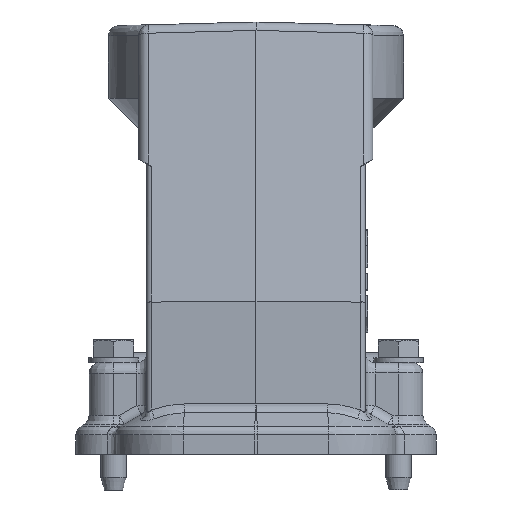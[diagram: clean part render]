
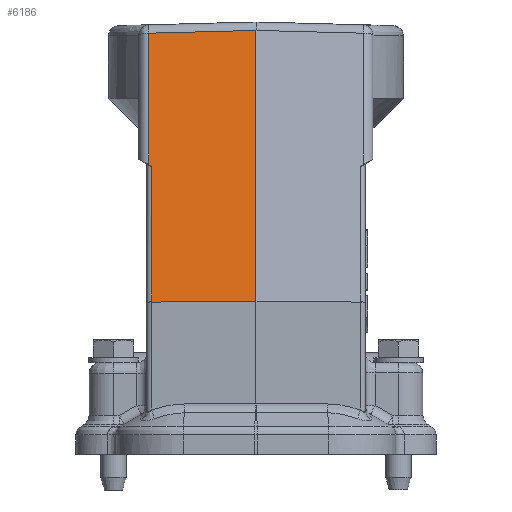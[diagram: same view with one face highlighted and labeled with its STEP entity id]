
A CAD part, left-side view. The second image highlights one B-rep face of the part: STEP entity #6186.
In plain terms, the highlighted planar face has unit normal (-0.985, 0.026, 0.174).
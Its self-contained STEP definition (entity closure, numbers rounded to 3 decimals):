
#6186=ADVANCED_FACE('',(#7193),#6648,.T.);
#6648=PLANE('',#17903);
#7193=FACE_OUTER_BOUND('',#7924,.T.);
#7924=EDGE_LOOP('',(#10768,#10769,#10770,#10771,#10772,#10773));
#10768=ORIENTED_EDGE('',*,*,#14412,.T.);
#10769=ORIENTED_EDGE('',*,*,#14411,.T.);
#10770=ORIENTED_EDGE('',*,*,#14407,.T.);
#10771=ORIENTED_EDGE('',*,*,#14064,.T.);
#10772=ORIENTED_EDGE('',*,*,#14070,.F.);
#10773=ORIENTED_EDGE('',*,*,#14413,.F.);
#12715=VERTEX_POINT('',#28748);
#12718=VERTEX_POINT('',#28758);
#12723=VERTEX_POINT('',#28779);
#12918=VERTEX_POINT('',#31988);
#12919=VERTEX_POINT('',#32013);
#12921=VERTEX_POINT('',#32019);
#14064=EDGE_CURVE('',#12715,#12718,#15412,.T.);
#14070=EDGE_CURVE('',#12723,#12718,#15416,.T.);
#14407=EDGE_CURVE('',#12918,#12715,#15549,.T.);
#14411=EDGE_CURVE('',#12919,#12918,#15551,.T.);
#14412=EDGE_CURVE('',#12921,#12919,#15552,.T.);
#14413=EDGE_CURVE('',#12921,#12723,#15553,.T.);
#15412=LINE('',#28759,#16220);
#15416=LINE('',#28780,#16224);
#15549=LINE('',#31987,#16357);
#15551=LINE('',#32016,#16359);
#15552=LINE('',#32018,#16360);
#15553=LINE('',#32020,#16361);
#16220=VECTOR('',#19531,1.);
#16224=VECTOR('',#19539,1.);
#16357=VECTOR('',#20028,1.);
#16359=VECTOR('',#20034,1.);
#16360=VECTOR('',#20037,1.);
#16361=VECTOR('',#20038,1.);
#17903=AXIS2_PLACEMENT_3D('',#32021,#20039,#20040);
#19531=DIRECTION('',(-0.174,0.,-0.985));
#19539=DIRECTION('',(0.026,1.,-0.002));
#20028=DIRECTION('',(-0.111,-0.861,-0.497));
#20034=DIRECTION('',(-0.174,0.,-0.985));
#20037=DIRECTION('',(0.022,0.999,-0.026));
#20038=DIRECTION('',(-0.174,0.,-0.985));
#20039=DIRECTION('',(-0.984,0.026,0.174));
#20040=DIRECTION('',(0.174,0.,0.985));
#28748=CARTESIAN_POINT('',(-54.769,20.526,45.372));
#28758=CARTESIAN_POINT('',(-59.463,20.526,18.753));
#28759=CARTESIAN_POINT('',(-54.769,20.526,45.372));
#28779=CARTESIAN_POINT('',(-60.,0.,18.8));
#28780=CARTESIAN_POINT('',(-60.,0.,18.8));
#31987=CARTESIAN_POINT('',(-54.701,21.052,45.676));
#31988=CARTESIAN_POINT('',(-54.701,21.052,45.676));
#32013=CARTESIAN_POINT('',(-50.131,21.052,71.597));
#32016=CARTESIAN_POINT('',(-50.131,21.052,71.597));
#32018=CARTESIAN_POINT('',(-50.593,0.,72.148));
#32019=CARTESIAN_POINT('',(-50.593,0.,72.148));
#32020=CARTESIAN_POINT('',(-50.593,0.,72.148));
#32021=CARTESIAN_POINT('',(-60.023,0.,18.67));
